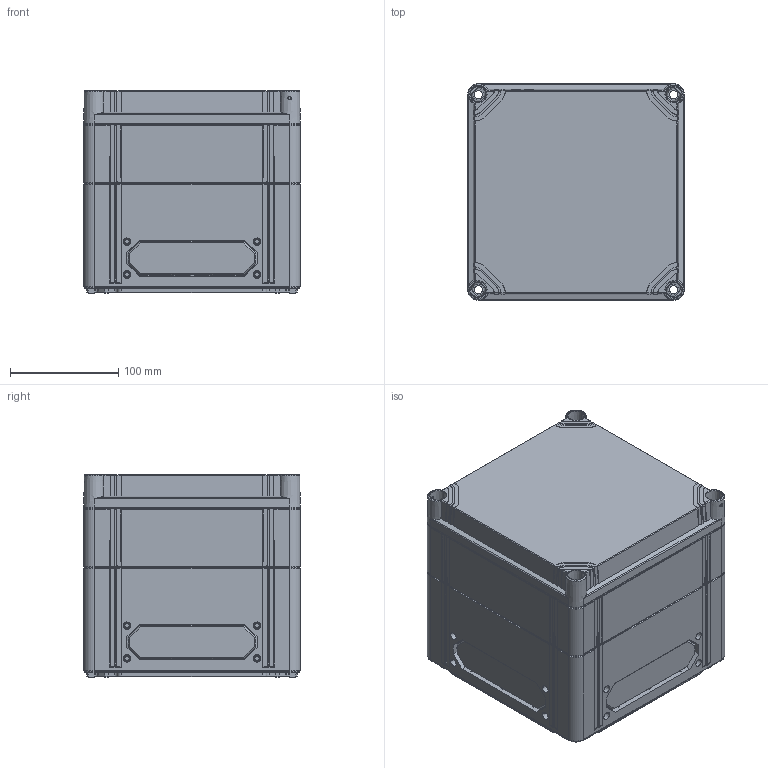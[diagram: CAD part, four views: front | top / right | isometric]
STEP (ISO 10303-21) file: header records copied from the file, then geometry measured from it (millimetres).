
FILE_DESCRIPTION((''),'2;1');
FILE_NAME('CPCF202018T_ASM','2008-12-29T',('pasi_koskela'),(''),'PRO/ENGINEER BY PARAMETRIC TECHNOLOGY CORPORATION, 2008250','PRO/ENGINEER BY PARAMETRIC TECHNOLOGY CORPORATION, 2008250','');
FILE_SCHEMA(('AUTOMOTIVE_DESIGN_CC2 { 1 2 10303 214 -1 1 5 2 }'));
Products named in the file (4): CPCF202010B; OPCT202003L; OPCP202006E; CPCF202018T_ASM
Assembly tree (3 placements, depth 2):
  CPCF202018T_ASM
    CPCF202010B
    OPCT202003L
    OPCP202006E
Bounding box: 200 x 200 x 187 mm (x, y, z)
Volume: 1064737.5 mm3; surface area: 614203.5 mm2
Topology: 3 solids, 3 shells, 3602 faces, 9541 edges, 6067 vertices
Faces by surface type: plane 2002, cone 768, cylinder 540, torus 254, bspline 20, extrusion 16, sphere 2
Entity records: 142633 total; most frequent: CARTESIAN_POINT 24146, ORIENTED_EDGE 19078, DIRECTION 18391, PRESENTATION_STYLE_ASSIGNMENT 9542, STYLED_ITEM 9542, CURVE_STYLE 9539, EDGE_CURVE 9539, AXIS2_PLACEMENT_3D 6194
